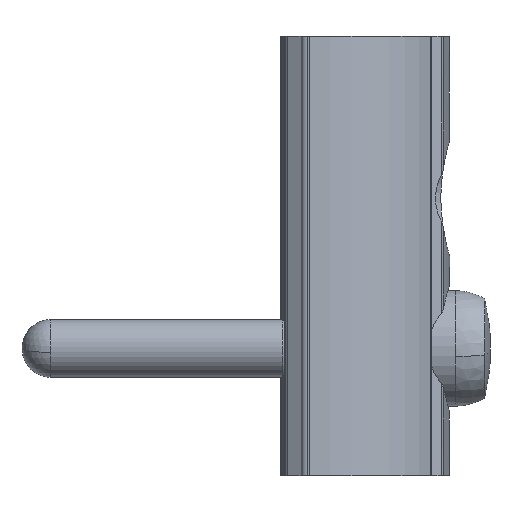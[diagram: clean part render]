
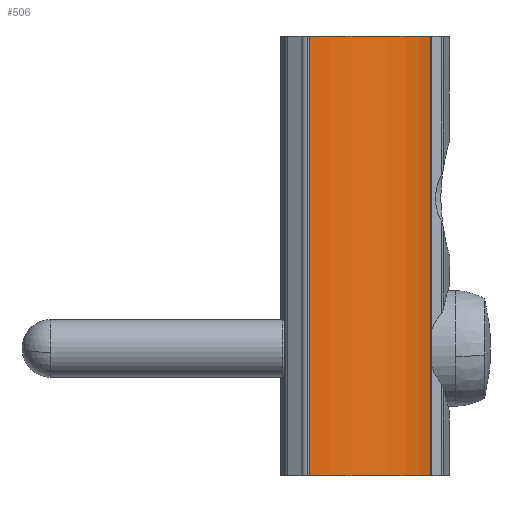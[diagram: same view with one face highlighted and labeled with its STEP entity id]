
A CAD part, left-side view. The second image highlights one B-rep face of the part: STEP entity #506.
In plain terms, the highlighted cylindrical face has radius 6 mm (diameter 12 mm), a partial arc.
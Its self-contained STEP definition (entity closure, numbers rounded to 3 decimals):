
#39 = CIRCLE ( 'NONE', #341, 6. ) ;
#104 = EDGE_CURVE ( 'NONE', #788, #2385, #1044, .T. ) ;
#108 = VECTOR ( 'NONE', #298, 1000. ) ;
#298 = DIRECTION ( 'NONE',  ( 0., 0., 1. ) ) ;
#341 = AXIS2_PLACEMENT_3D ( 'NONE', #657, #937, #445 ) ;
#350 = CARTESIAN_POINT ( 'NONE',  ( -6.6, -2.786, -12. ) ) ;
#445 = DIRECTION ( 'NONE',  ( -1., 0., 0. ) ) ;
#506 = ADVANCED_FACE ( 'NONE', ( #2241 ), #1987, .T. ) ;
#657 = CARTESIAN_POINT ( 'NONE',  ( -0.6, -2.786, 7. ) ) ;
#673 = EDGE_CURVE ( 'NONE', #794, #3049, #39, .T. ) ;
#758 = LINE ( 'NONE', #2687, #108 ) ;
#780 = CARTESIAN_POINT ( 'NONE',  ( -6.6, -2.786, -12. ) ) ;
#788 = VERTEX_POINT ( 'NONE', #780 ) ;
#794 = VERTEX_POINT ( 'NONE', #1280 ) ;
#937 = DIRECTION ( 'NONE',  ( 0., 0., 1. ) ) ;
#962 = ORIENTED_EDGE ( 'NONE', *, *, #104, .T. ) ;
#1044 = CIRCLE ( 'NONE', #3110, 6. ) ;
#1079 = ORIENTED_EDGE ( 'NONE', *, *, #1210, .T. ) ;
#1209 = AXIS2_PLACEMENT_3D ( 'NONE', #2003, #1770, #2977 ) ;
#1210 = EDGE_CURVE ( 'NONE', #2385, #3049, #758, .T. ) ;
#1280 = CARTESIAN_POINT ( 'NONE',  ( -6.6, -2.786, 7. ) ) ;
#1329 = ORIENTED_EDGE ( 'NONE', *, *, #673, .F. ) ;
#1397 = EDGE_LOOP ( 'NONE', ( #1329, #2152, #962, #1079 ) ) ;
#1500 = CARTESIAN_POINT ( 'NONE',  ( -0.6, -2.786, -12. ) ) ;
#1514 = DIRECTION ( 'NONE',  ( 0., 0., 1. ) ) ;
#1562 = LINE ( 'NONE', #350, #2526 ) ;
#1575 = EDGE_CURVE ( 'NONE', #788, #794, #1562, .T. ) ;
#1638 = CARTESIAN_POINT ( 'NONE',  ( -3.5, -8.039, -12. ) ) ;
#1770 = DIRECTION ( 'NONE',  ( 0., 0., 1. ) ) ;
#1916 = DIRECTION ( 'NONE',  ( -1., 0., 0. ) ) ;
#1987 = CYLINDRICAL_SURFACE ( 'NONE', #1209, 6. ) ;
#2003 = CARTESIAN_POINT ( 'NONE',  ( -0.6, -2.786, -12. ) ) ;
#2152 = ORIENTED_EDGE ( 'NONE', *, *, #1575, .F. ) ;
#2241 = FACE_OUTER_BOUND ( 'NONE', #1397, .T. ) ;
#2385 = VERTEX_POINT ( 'NONE', #1638 ) ;
#2526 = VECTOR ( 'NONE', #3016, 1000. ) ;
#2687 = CARTESIAN_POINT ( 'NONE',  ( -3.5, -8.039, -12. ) ) ;
#2697 = CARTESIAN_POINT ( 'NONE',  ( -3.5, -8.039, 7. ) ) ;
#2977 = DIRECTION ( 'NONE',  ( 1., 0., 0. ) ) ;
#3016 = DIRECTION ( 'NONE',  ( 0., 0., 1. ) ) ;
#3049 = VERTEX_POINT ( 'NONE', #2697 ) ;
#3110 = AXIS2_PLACEMENT_3D ( 'NONE', #1500, #1514, #1916 ) ;
